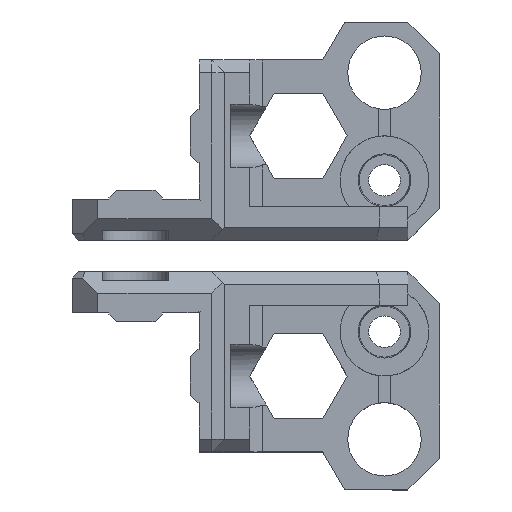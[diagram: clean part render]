
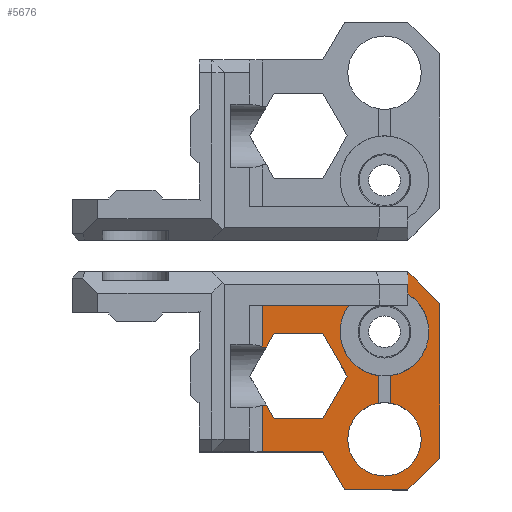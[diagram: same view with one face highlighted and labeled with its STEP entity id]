
A CAD part, top view. The second image highlights one B-rep face of the part: STEP entity #5676.
In plain terms, the highlighted face is planar.
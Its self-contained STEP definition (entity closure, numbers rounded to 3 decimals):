
#95=CIRCLE('',#6091,7.);
#96=CIRCLE('',#6092,5.8);
#97=CIRCLE('',#6093,5.8);
#98=CIRCLE('',#6094,7.);
#406=FACE_OUTER_BOUND('',#742,.T.);
#742=EDGE_LOOP('',(#4776,#4777,#4778,#4779,#4780,#4781,#4782,#4783,#4784,
#4785,#4786,#4787,#4788,#4789,#4790,#4791,#4792,#4793,#4794,#4795,#4796,
#4797,#4798,#4799));
#1355=LINE('',#8889,#2077);
#1357=LINE('',#8893,#2079);
#1359=LINE('',#8897,#2081);
#1418=LINE('',#9025,#2140);
#1424=LINE('',#9040,#2146);
#1425=LINE('',#9043,#2147);
#1426=LINE('',#9044,#2148);
#1427=LINE('',#9046,#2149);
#1428=LINE('',#9048,#2150);
#1429=LINE('',#9049,#2151);
#1430=LINE('',#9051,#2152);
#1431=LINE('',#9053,#2153);
#1432=LINE('',#9055,#2154);
#1433=LINE('',#9057,#2155);
#1434=LINE('',#9059,#2156);
#1435=LINE('',#9060,#2157);
#1436=LINE('',#9062,#2158);
#1437=LINE('',#9066,#2159);
#1438=LINE('',#9072,#2160);
#1439=LINE('',#9075,#2161);
#2077=VECTOR('',#7283,10.);
#2079=VECTOR('',#7287,10.);
#2081=VECTOR('',#7291,10.);
#2140=VECTOR('',#7388,10.);
#2146=VECTOR('',#7400,10.);
#2147=VECTOR('',#7403,10.);
#2148=VECTOR('',#7404,10.);
#2149=VECTOR('',#7405,10.);
#2150=VECTOR('',#7406,10.);
#2151=VECTOR('',#7407,10.);
#2152=VECTOR('',#7408,10.);
#2153=VECTOR('',#7409,10.);
#2154=VECTOR('',#7410,10.);
#2155=VECTOR('',#7411,10.);
#2156=VECTOR('',#7412,10.);
#2157=VECTOR('',#7413,10.);
#2158=VECTOR('',#7414,10.);
#2159=VECTOR('',#7417,10.);
#2160=VECTOR('',#7422,10.);
#2161=VECTOR('',#7425,10.);
#2635=VERTEX_POINT('',#8886);
#2636=VERTEX_POINT('',#8888);
#2637=VERTEX_POINT('',#8892);
#2638=VERTEX_POINT('',#8896);
#2654=VERTEX_POINT('',#8934);
#2685=VERTEX_POINT('',#9018);
#2688=VERTEX_POINT('',#9023);
#2692=VERTEX_POINT('',#9034);
#2694=VERTEX_POINT('',#9038);
#2695=VERTEX_POINT('',#9042);
#2696=VERTEX_POINT('',#9045);
#2697=VERTEX_POINT('',#9047);
#2698=VERTEX_POINT('',#9050);
#2699=VERTEX_POINT('',#9052);
#2700=VERTEX_POINT('',#9054);
#2701=VERTEX_POINT('',#9056);
#2702=VERTEX_POINT('',#9058);
#2703=VERTEX_POINT('',#9061);
#2704=VERTEX_POINT('',#9063);
#2705=VERTEX_POINT('',#9065);
#2706=VERTEX_POINT('',#9067);
#2707=VERTEX_POINT('',#9069);
#2708=VERTEX_POINT('',#9071);
#2709=VERTEX_POINT('',#9073);
#3337=EDGE_CURVE('',#2635,#2636,#1355,.T.);
#3339=EDGE_CURVE('',#2636,#2637,#1357,.T.);
#3341=EDGE_CURVE('',#2637,#2638,#1359,.T.);
#3405=EDGE_CURVE('',#2685,#2688,#1418,.T.);
#3412=EDGE_CURVE('',#2692,#2694,#1424,.T.);
#3413=EDGE_CURVE('',#2695,#2688,#1425,.T.);
#3414=EDGE_CURVE('',#2638,#2695,#1426,.T.);
#3415=EDGE_CURVE('',#2696,#2635,#1427,.T.);
#3416=EDGE_CURVE('',#2697,#2696,#1428,.T.);
#3417=EDGE_CURVE('',#2692,#2697,#1429,.T.);
#3418=EDGE_CURVE('',#2694,#2698,#1430,.T.);
#3419=EDGE_CURVE('',#2698,#2699,#1431,.T.);
#3420=EDGE_CURVE('',#2700,#2699,#1432,.T.);
#3421=EDGE_CURVE('',#2700,#2701,#1433,.T.);
#3422=EDGE_CURVE('',#2702,#2701,#1434,.T.);
#3423=EDGE_CURVE('',#2702,#2654,#1435,.T.);
#3424=EDGE_CURVE('',#2703,#2654,#1436,.T.);
#3425=EDGE_CURVE('',#2704,#2703,#95,.T.);
#3426=EDGE_CURVE('',#2705,#2704,#1437,.T.);
#3427=EDGE_CURVE('',#2706,#2705,#96,.T.);
#3428=EDGE_CURVE('',#2707,#2706,#97,.T.);
#3429=EDGE_CURVE('',#2708,#2707,#1438,.T.);
#3430=EDGE_CURVE('',#2709,#2708,#98,.T.);
#3431=EDGE_CURVE('',#2685,#2709,#1439,.T.);
#4776=ORIENTED_EDGE('',*,*,#3405,.T.);
#4777=ORIENTED_EDGE('',*,*,#3413,.F.);
#4778=ORIENTED_EDGE('',*,*,#3414,.F.);
#4779=ORIENTED_EDGE('',*,*,#3341,.F.);
#4780=ORIENTED_EDGE('',*,*,#3339,.F.);
#4781=ORIENTED_EDGE('',*,*,#3337,.F.);
#4782=ORIENTED_EDGE('',*,*,#3415,.F.);
#4783=ORIENTED_EDGE('',*,*,#3416,.F.);
#4784=ORIENTED_EDGE('',*,*,#3417,.F.);
#4785=ORIENTED_EDGE('',*,*,#3412,.T.);
#4786=ORIENTED_EDGE('',*,*,#3418,.T.);
#4787=ORIENTED_EDGE('',*,*,#3419,.T.);
#4788=ORIENTED_EDGE('',*,*,#3420,.F.);
#4789=ORIENTED_EDGE('',*,*,#3421,.T.);
#4790=ORIENTED_EDGE('',*,*,#3422,.F.);
#4791=ORIENTED_EDGE('',*,*,#3423,.T.);
#4792=ORIENTED_EDGE('',*,*,#3424,.F.);
#4793=ORIENTED_EDGE('',*,*,#3425,.F.);
#4794=ORIENTED_EDGE('',*,*,#3426,.F.);
#4795=ORIENTED_EDGE('',*,*,#3427,.F.);
#4796=ORIENTED_EDGE('',*,*,#3428,.F.);
#4797=ORIENTED_EDGE('',*,*,#3429,.F.);
#4798=ORIENTED_EDGE('',*,*,#3430,.F.);
#4799=ORIENTED_EDGE('',*,*,#3431,.F.);
#5361=PLANE('',#6090);
#5676=ADVANCED_FACE('',(#406),#5361,.F.);
#6090=AXIS2_PLACEMENT_3D('',#9041,#7401,#7402);
#6091=AXIS2_PLACEMENT_3D('',#9064,#7415,#7416);
#6092=AXIS2_PLACEMENT_3D('',#9068,#7418,#7419);
#6093=AXIS2_PLACEMENT_3D('',#9070,#7420,#7421);
#6094=AXIS2_PLACEMENT_3D('',#9074,#7423,#7424);
#7283=DIRECTION('',(0.5,-0.866,0.));
#7287=DIRECTION('',(-0.5,-0.866,0.));
#7291=DIRECTION('',(-1.,0.,0.));
#7388=DIRECTION('',(0.,1.,0.));
#7400=DIRECTION('',(0.,1.,0.));
#7401=DIRECTION('center_axis',(0.,0.,1.));
#7402=DIRECTION('ref_axis',(1.,0.,0.));
#7403=DIRECTION('',(-1.,0.,0.));
#7404=DIRECTION('',(-0.5,0.866,0.));
#7405=DIRECTION('',(1.,0.,0.));
#7406=DIRECTION('',(0.5,0.866,0.));
#7407=DIRECTION('',(1.,0.,0.));
#7408=DIRECTION('',(1.,0.,0.));
#7409=DIRECTION('',(0.5,0.866,0.));
#7410=DIRECTION('',(-1.,0.,0.));
#7411=DIRECTION('',(0.707,-0.707,0.));
#7412=DIRECTION('',(0.,1.,0.));
#7413=DIRECTION('',(-0.707,-0.707,0.));
#7414=DIRECTION('',(0.,-1.,0.));
#7415=DIRECTION('center_axis',(0.,0.,-1.));
#7416=DIRECTION('ref_axis',(1.,0.,0.));
#7417=DIRECTION('',(0.,-1.,0.));
#7418=DIRECTION('center_axis',(0.,0.,-1.));
#7419=DIRECTION('ref_axis',(1.,0.,0.));
#7420=DIRECTION('center_axis',(0.,0.,-1.));
#7421=DIRECTION('ref_axis',(1.,0.,0.));
#7422=DIRECTION('',(0.,1.,0.));
#7423=DIRECTION('center_axis',(0.,0.,-1.));
#7424=DIRECTION('ref_axis',(1.,0.,0.));
#7425=DIRECTION('',(1.,0.,0.));
#8886=CARTESIAN_POINT('',(-9.75,13.668,0.));
#8888=CARTESIAN_POINT('',(-5.9,7.,0.));
#8889=CARTESIAN_POINT('',(-5.9,7.,0.));
#8892=CARTESIAN_POINT('',(-9.75,0.332,0.));
#8893=CARTESIAN_POINT('',(-9.75,0.332,0.));
#8896=CARTESIAN_POINT('',(-17.45,0.332,0.));
#8897=CARTESIAN_POINT('',(-17.45,0.332,0.));
#8934=CARTESIAN_POINT('',(3.7,-9.465,0.));
#9018=CARTESIAN_POINT('',(-19.3,-4.165,0.));
#9023=CARTESIAN_POINT('',(-19.3,2.417,0.));
#9025=CARTESIAN_POINT('',(-19.3,1.801,0.));
#9034=CARTESIAN_POINT('',(-19.3,11.583,0.));
#9038=CARTESIAN_POINT('',(-19.3,19.,0.));
#9040=CARTESIAN_POINT('',(-19.3,1.801,0.));
#9041=CARTESIAN_POINT('Origin',(-20.3,7.768,0.));
#9042=CARTESIAN_POINT('',(-18.654,2.417,0.));
#9043=CARTESIAN_POINT('',(-21.3,2.417,0.));
#9044=CARTESIAN_POINT('',(-21.3,7.,0.));
#9045=CARTESIAN_POINT('',(-17.45,13.668,0.));
#9046=CARTESIAN_POINT('',(-9.75,13.668,0.));
#9047=CARTESIAN_POINT('',(-18.654,11.583,0.));
#9048=CARTESIAN_POINT('',(-17.45,13.668,0.));
#9049=CARTESIAN_POINT('',(-21.3,11.583,0.));
#9050=CARTESIAN_POINT('',(-9.75,19.,0.));
#9051=CARTESIAN_POINT('',(-29.3,19.,0.));
#9052=CARTESIAN_POINT('',(-6.286,25.,0.));
#9053=CARTESIAN_POINT('',(-9.75,19.,0.));
#9054=CARTESIAN_POINT('',(3.7,25.,0.));
#9055=CARTESIAN_POINT('',(8.7,25.,0.));
#9056=CARTESIAN_POINT('',(8.7,20.,0.));
#9057=CARTESIAN_POINT('',(3.258,25.442,0.));
#9058=CARTESIAN_POINT('',(8.7,-4.465,0.));
#9059=CARTESIAN_POINT('',(8.7,-9.465,0.));
#9060=CARTESIAN_POINT('',(3.258,-9.907,0.));
#9061=CARTESIAN_POINT('',(3.7,-5.942,0.));
#9062=CARTESIAN_POINT('',(3.7,-0.849,0.));
#9063=CARTESIAN_POINT('',(1.,6.928,0.));
#9064=CARTESIAN_POINT('Origin',(0.,0.,0.));
#9065=CARTESIAN_POINT('',(1.,11.287,0.));
#9066=CARTESIAN_POINT('',(1.,11.287,0.));
#9067=CARTESIAN_POINT('',(-5.8,17.,0.));
#9068=CARTESIAN_POINT('Origin',(0.,17.,0.));
#9069=CARTESIAN_POINT('',(-1.,11.287,0.));
#9070=CARTESIAN_POINT('Origin',(0.,17.,0.));
#9071=CARTESIAN_POINT('',(-1.,6.928,0.));
#9072=CARTESIAN_POINT('',(-1.,3.888,0.));
#9073=CARTESIAN_POINT('',(-5.626,-4.165,0.));
#9074=CARTESIAN_POINT('Origin',(0.,0.,0.));
#9075=CARTESIAN_POINT('',(-8.3,-4.165,0.));
